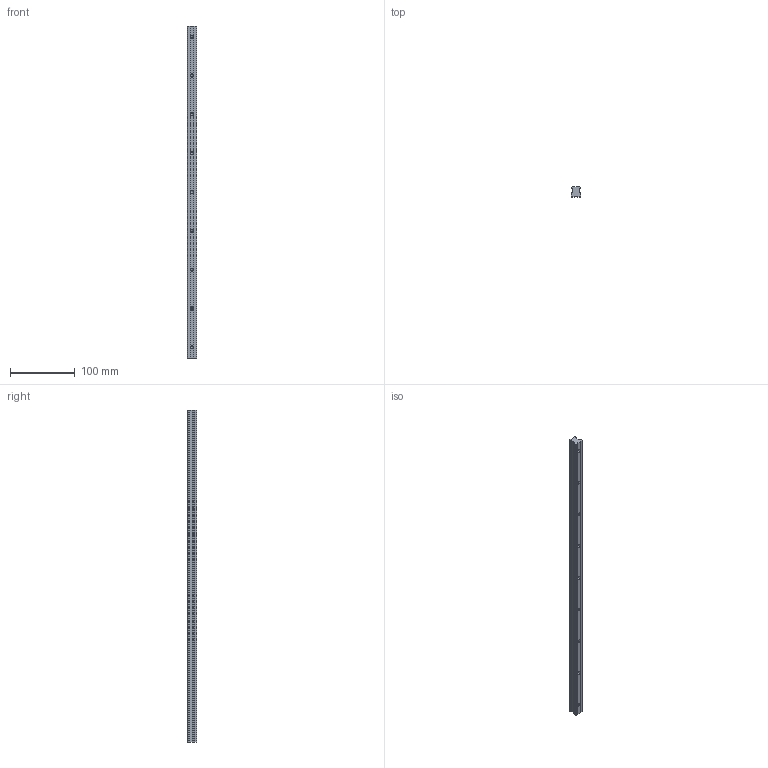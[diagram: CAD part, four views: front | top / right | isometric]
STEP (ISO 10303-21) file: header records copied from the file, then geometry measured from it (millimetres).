
FILE_DESCRIPTION (( 'STEP AP203' ), '1' );
FILE_NAME ('ARU15-rail.STEP', '2011-03-04T01:19:29', ( 'wgz02' ), ( '' ), 'SwSTEP 2.0', 'SolidWorks 2009', '' );
FILE_SCHEMA (( 'CONFIG_CONTROL_DESIGN' ));
Length unit declared in the file: millimetre
Products named in the file (1): ARU15-rail
Bounding box: 15 x 15 x 513 mm (x, y, z)
Volume: 89615.3 mm3; surface area: 32416.2 mm2
Topology: 1 solids, 1 shells, 101 faces, 252 edges, 153 vertices
Faces by surface type: cylinder 52, plane 31, cone 18
Entity records: 2977 total; most frequent: DIRECTION 542, CARTESIAN_POINT 489, ORIENTED_EDGE 468, EDGE_CURVE 234, AXIS2_PLACEMENT_3D 206, VERTEX_POINT 153, LINE 130, VECTOR 130
